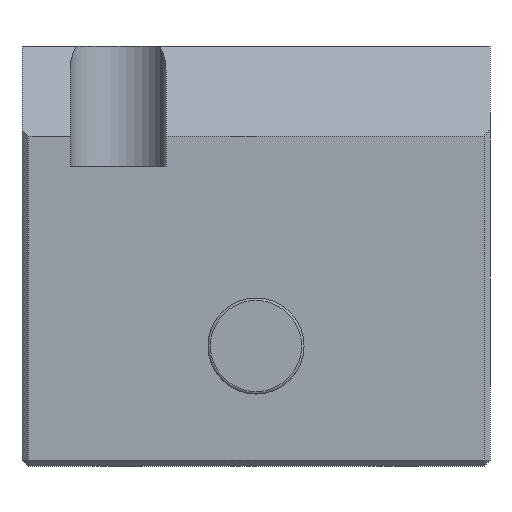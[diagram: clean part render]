
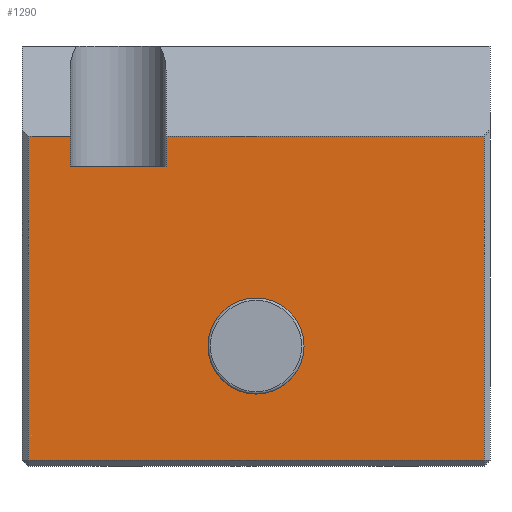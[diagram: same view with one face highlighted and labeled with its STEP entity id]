
A CAD part, front view. The second image highlights one B-rep face of the part: STEP entity #1290.
In plain terms, the highlighted planar face has unit normal (0, -1, 0).
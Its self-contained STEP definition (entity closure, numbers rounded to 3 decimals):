
#59=FACE_BOUND('',#496,.T.);
#105=PLANE('',#1496);
#152=LINE('',#2080,#254);
#153=LINE('',#2082,#255);
#157=LINE('',#2089,#259);
#159=LINE('',#2094,#261);
#185=LINE('',#2238,#287);
#191=LINE('',#2250,#293);
#192=LINE('',#2257,#294);
#198=LINE('',#2275,#300);
#254=VECTOR('',#1657,10.);
#255=VECTOR('',#1660,10.);
#259=VECTOR('',#1668,10.);
#261=VECTOR('',#1674,10.);
#287=VECTOR('',#1782,10.);
#293=VECTOR('',#1790,10.);
#294=VECTOR('',#1801,10.);
#300=VECTOR('',#1823,10.);
#401=FACE_OUTER_BOUND('',#495,.T.);
#495=EDGE_LOOP('',(#1100,#1101,#1102,#1103,#1104,#1105,#1106,#1107));
#496=EDGE_LOOP('',(#1108));
#540=CIRCLE('',#1416,4.);
#605=VERTEX_POINT('',#1995);
#629=VERTEX_POINT('',#2057);
#631=VERTEX_POINT('',#2063);
#635=VERTEX_POINT('',#2078);
#636=VERTEX_POINT('',#2087);
#637=VERTEX_POINT('',#2093);
#668=VERTEX_POINT('',#2237);
#671=VERTEX_POINT('',#2244);
#673=VERTEX_POINT('',#2248);
#720=EDGE_CURVE('',#605,#605,#540,.T.);
#760=EDGE_CURVE('',#631,#635,#152,.T.);
#761=EDGE_CURVE('',#629,#631,#153,.T.);
#765=EDGE_CURVE('',#636,#629,#157,.T.);
#767=EDGE_CURVE('',#635,#637,#159,.T.);
#813=EDGE_CURVE('',#668,#637,#185,.T.);
#819=EDGE_CURVE('',#671,#673,#191,.T.);
#823=EDGE_CURVE('',#673,#668,#192,.T.);
#832=EDGE_CURVE('',#671,#636,#198,.T.);
#1100=ORIENTED_EDGE('',*,*,#765,.F.);
#1101=ORIENTED_EDGE('',*,*,#832,.F.);
#1102=ORIENTED_EDGE('',*,*,#819,.T.);
#1103=ORIENTED_EDGE('',*,*,#823,.T.);
#1104=ORIENTED_EDGE('',*,*,#813,.T.);
#1105=ORIENTED_EDGE('',*,*,#767,.F.);
#1106=ORIENTED_EDGE('',*,*,#760,.F.);
#1107=ORIENTED_EDGE('',*,*,#761,.F.);
#1108=ORIENTED_EDGE('',*,*,#720,.T.);
#1290=ADVANCED_FACE('',(#401,#59),#105,.T.);
#1416=AXIS2_PLACEMENT_3D('',#1997,#1583,#1584);
#1496=AXIS2_PLACEMENT_3D('',#2274,#1821,#1822);
#1583=DIRECTION('center_axis',(0.,1.,0.));
#1584=DIRECTION('ref_axis',(-1.,0.,0.));
#1657=DIRECTION('',(0.,0.,1.));
#1660=DIRECTION('',(-1.,0.,0.));
#1668=DIRECTION('',(0.,0.,-1.));
#1674=DIRECTION('',(1.,0.,0.));
#1782=DIRECTION('',(0.,0.,1.));
#1790=DIRECTION('',(0.,0.,-1.));
#1801=DIRECTION('',(-1.,0.,0.));
#1821=DIRECTION('center_axis',(0.,-1.,0.));
#1822=DIRECTION('ref_axis',(0.,0.,-1.));
#1823=DIRECTION('',(1.,0.,0.));
#1995=CARTESIAN_POINT('',(4.,-21.,-7.5));
#1997=CARTESIAN_POINT('Origin',(0.,-21.,-7.5));
#2057=CARTESIAN_POINT('',(19.,-21.,-17.));
#2063=CARTESIAN_POINT('',(-19.,-21.,-17.));
#2078=CARTESIAN_POINT('',(-19.,-21.,10.));
#2080=CARTESIAN_POINT('',(-19.,-21.,0.));
#2082=CARTESIAN_POINT('',(9.75,-21.,-17.));
#2087=CARTESIAN_POINT('',(19.,-21.,10.));
#2089=CARTESIAN_POINT('',(19.,-21.,0.));
#2093=CARTESIAN_POINT('',(-15.5,-21.,10.));
#2094=CARTESIAN_POINT('',(9.75,-21.,10.));
#2237=CARTESIAN_POINT('',(-15.5,-21.,7.5));
#2238=CARTESIAN_POINT('',(-15.5,-21.,8.75));
#2244=CARTESIAN_POINT('',(-7.5,-21.,10.));
#2248=CARTESIAN_POINT('',(-7.5,-21.,7.5));
#2250=CARTESIAN_POINT('',(-7.5,-21.,8.75));
#2257=CARTESIAN_POINT('',(4.,-21.,7.5));
#2274=CARTESIAN_POINT('Origin',(19.5,-21.,0.));
#2275=CARTESIAN_POINT('',(9.75,-21.,10.));
